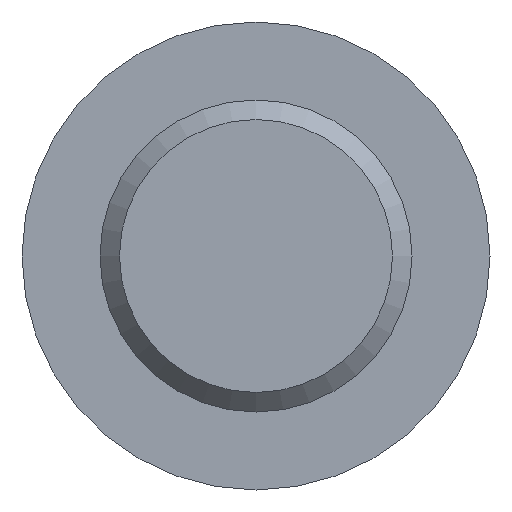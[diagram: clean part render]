
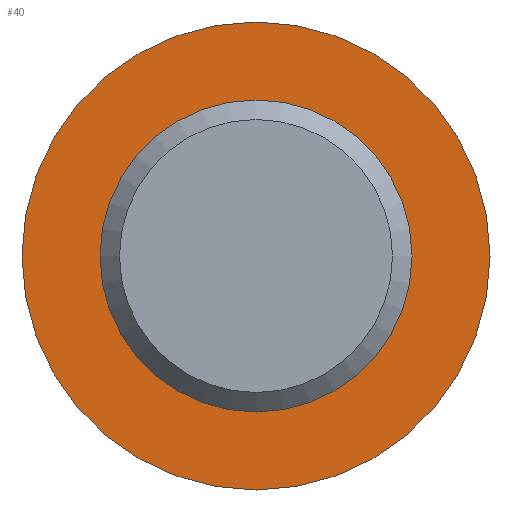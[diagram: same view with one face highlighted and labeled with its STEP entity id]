
A CAD part, front view. The second image highlights one B-rep face of the part: STEP entity #40.
In plain terms, the highlighted planar face has unit normal (0, -1, 0).
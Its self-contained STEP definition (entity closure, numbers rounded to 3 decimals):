
#40 = ADVANCED_FACE ( 'NONE', ( #189, #358 ), #533, .F. ) ;
#50 = CARTESIAN_POINT ( 'NONE',  ( 0., 80., 0. ) ) ;
#70 = EDGE_LOOP ( 'NONE', ( #236 ) ) ;
#75 = AXIS2_PLACEMENT_3D ( 'NONE', #50, #132, #210 ) ;
#92 = AXIS2_PLACEMENT_3D ( 'NONE', #214, #97, #254 ) ;
#97 = DIRECTION ( 'NONE',  ( 0., -1., 0. ) ) ;
#129 = VERTEX_POINT ( 'NONE', #207 ) ;
#132 = DIRECTION ( 'NONE',  ( 0., -1., 0. ) ) ;
#137 = ORIENTED_EDGE ( 'NONE', *, *, #524, .F. ) ;
#150 = DIRECTION ( 'NONE',  ( 0., 1., 0. ) ) ;
#189 = FACE_BOUND ( 'NONE', #411, .T. ) ;
#207 = CARTESIAN_POINT ( 'NONE',  ( 0., 80., -8. ) ) ;
#210 = DIRECTION ( 'NONE',  ( 0., 0., -1. ) ) ;
#214 = CARTESIAN_POINT ( 'NONE',  ( 0., 80., 0. ) ) ;
#236 = ORIENTED_EDGE ( 'NONE', *, *, #516, .T. ) ;
#254 = DIRECTION ( 'NONE',  ( 0., 0., -1. ) ) ;
#358 = FACE_OUTER_BOUND ( 'NONE', #70, .T. ) ;
#374 = CIRCLE ( 'NONE', #75, 12. ) ;
#411 = EDGE_LOOP ( 'NONE', ( #137 ) ) ;
#414 = CARTESIAN_POINT ( 'NONE',  ( 0., 80., -12. ) ) ;
#430 = CIRCLE ( 'NONE', #92, 8. ) ;
#451 = DIRECTION ( 'NONE',  ( 0., 0., 1. ) ) ;
#457 = VERTEX_POINT ( 'NONE', #414 ) ;
#484 = AXIS2_PLACEMENT_3D ( 'NONE', #537, #150, #451 ) ;
#516 = EDGE_CURVE ( 'NONE', #457, #457, #374, .T. ) ;
#524 = EDGE_CURVE ( 'NONE', #129, #129, #430, .T. ) ;
#533 = PLANE ( 'NONE',  #484 ) ;
#537 = CARTESIAN_POINT ( 'NONE',  ( -8., 80., 0. ) ) ;
